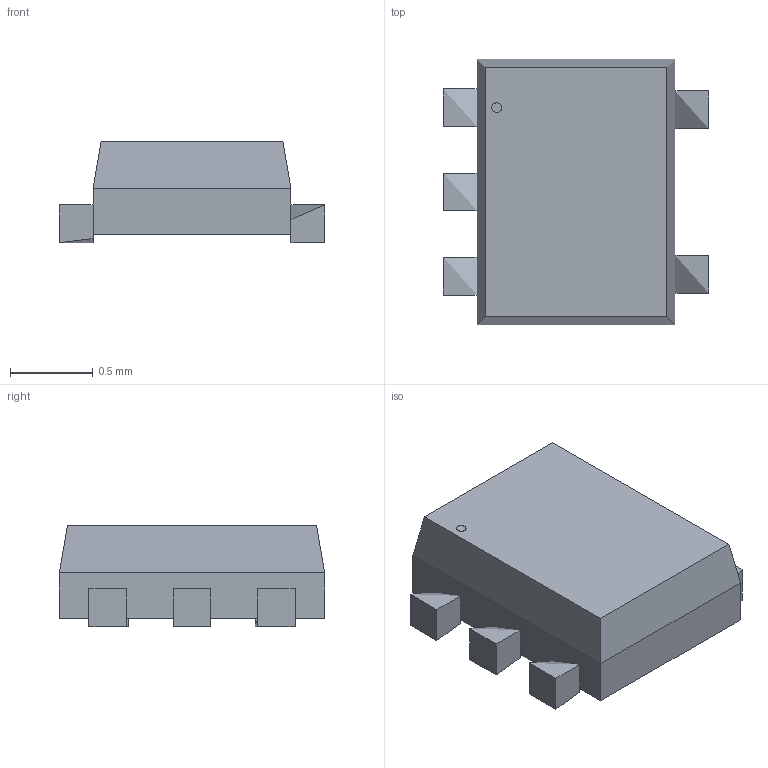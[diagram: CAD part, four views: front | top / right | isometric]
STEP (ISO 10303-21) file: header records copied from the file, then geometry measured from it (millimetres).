
FILE_DESCRIPTION(('STEP AP214'),'1');
FILE_NAME('VSOF5_ROM','2023-03-09T08:07:00',(''),(''),'','','');
FILE_SCHEMA(('AUTOMOTIVE_DESIGN'));
Length unit declared in the file: millimetre
Products named in the file (1): product
Bounding box: 1.6 x 1.6 x 0.61 mm (x, y, z)
Volume: 1.1 mm3; surface area: 8.1 mm2
Topology: 7 solids, 7 shells, 53 faces, 98 edges, 54 vertices
Faces by surface type: plane 52, cylinder 1
Full cylindrical faces by diameter (mm): 0.06 x1
Entity records: 1298 total; most frequent: ORIENTED_EDGE 224, DIRECTION 209, CARTESIAN_POINT 121, EDGE_CURVE 97, LINE 95, VECTOR 95, VERTEX_POINT 64, AXIS2_PLACEMENT_3D 57
